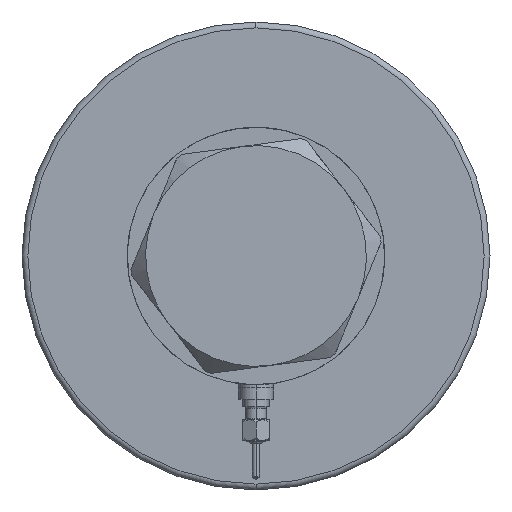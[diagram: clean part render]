
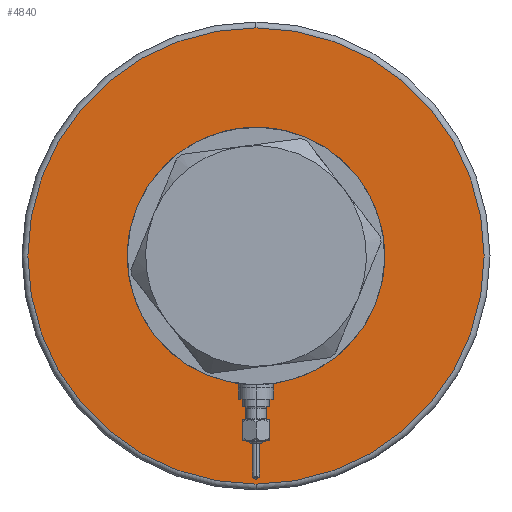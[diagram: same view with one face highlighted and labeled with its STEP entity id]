
A CAD part, left-side view. The second image highlights one B-rep face of the part: STEP entity #4840.
In plain terms, the highlighted face is planar.
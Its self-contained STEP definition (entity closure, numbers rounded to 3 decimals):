
#101 = DIRECTION ( 'NONE',  ( 0., 0., -1. ) ) ;
#117 = CIRCLE ( 'NONE', #2582, 78. ) ;
#133 = DIRECTION ( 'NONE',  ( 0., 0., -1. ) ) ;
#198 = ORIENTED_EDGE ( 'NONE', *, *, #669, .T. ) ;
#279 = ORIENTED_EDGE ( 'NONE', *, *, #2207, .T. ) ;
#291 = VERTEX_POINT ( 'NONE', #1756 ) ;
#580 = AXIS2_PLACEMENT_3D ( 'NONE', #6501, #3878, #6022 ) ;
#669 = EDGE_CURVE ( 'NONE', #4609, #291, #968, .T. ) ;
#765 = ORIENTED_EDGE ( 'NONE', *, *, #5149, .T. ) ;
#936 = CARTESIAN_POINT ( 'NONE',  ( 0., 0., 0. ) ) ;
#968 = CIRCLE ( 'NONE', #4689, 37.5 ) ;
#985 = EDGE_LOOP ( 'NONE', ( #198, #3208 ) ) ;
#1023 = AXIS2_PLACEMENT_3D ( 'NONE', #936, #101, #5765 ) ;
#1697 = FACE_BOUND ( 'NONE', #985, .T. ) ;
#1723 = CIRCLE ( 'NONE', #5533, 37.5 ) ;
#1756 = CARTESIAN_POINT ( 'NONE',  ( -37.5, 0., 0. ) ) ;
#1928 = VERTEX_POINT ( 'NONE', #4018 ) ;
#2039 = DIRECTION ( 'NONE',  ( 1., 0., 0. ) ) ;
#2094 = DIRECTION ( 'NONE',  ( 1., 0., 0. ) ) ;
#2207 = EDGE_CURVE ( 'NONE', #1928, #5477, #117, .T. ) ;
#2282 = CARTESIAN_POINT ( 'NONE',  ( 0., 0., 0. ) ) ;
#2582 = AXIS2_PLACEMENT_3D ( 'NONE', #2282, #133, #6586 ) ;
#2790 = CARTESIAN_POINT ( 'NONE',  ( 0., 0., 0. ) ) ;
#3208 = ORIENTED_EDGE ( 'NONE', *, *, #5220, .T. ) ;
#3878 = DIRECTION ( 'NONE',  ( 0., 0., 1. ) ) ;
#4018 = CARTESIAN_POINT ( 'NONE',  ( 78., 0., 0. ) ) ;
#4150 = CARTESIAN_POINT ( 'NONE',  ( 37.5, 0., 0. ) ) ;
#4609 = VERTEX_POINT ( 'NONE', #4150 ) ;
#4631 = CIRCLE ( 'NONE', #1023, 78. ) ;
#4689 = AXIS2_PLACEMENT_3D ( 'NONE', #2790, #4921, #2094 ) ;
#4722 = CARTESIAN_POINT ( 'NONE',  ( -78., 0., 0. ) ) ;
#4840 = ADVANCED_FACE ( 'NONE', ( #6122, #1697 ), #6605, .F. ) ;
#4921 = DIRECTION ( 'NONE',  ( 0., 0., 1. ) ) ;
#5149 = EDGE_CURVE ( 'NONE', #5477, #1928, #4631, .T. ) ;
#5220 = EDGE_CURVE ( 'NONE', #291, #4609, #1723, .T. ) ;
#5221 = CARTESIAN_POINT ( 'NONE',  ( 0., 0., 0. ) ) ;
#5477 = VERTEX_POINT ( 'NONE', #4722 ) ;
#5533 = AXIS2_PLACEMENT_3D ( 'NONE', #5221, #5965, #2039 ) ;
#5765 = DIRECTION ( 'NONE',  ( 1., 0., 0. ) ) ;
#5869 = EDGE_LOOP ( 'NONE', ( #279, #765 ) ) ;
#5965 = DIRECTION ( 'NONE',  ( 0., 0., 1. ) ) ;
#6022 = DIRECTION ( 'NONE',  ( 1., 0., 0. ) ) ;
#6122 = FACE_OUTER_BOUND ( 'NONE', #5869, .T. ) ;
#6501 = CARTESIAN_POINT ( 'NONE',  ( 0., 0., 0. ) ) ;
#6586 = DIRECTION ( 'NONE',  ( 1., 0., 0. ) ) ;
#6605 = PLANE ( 'NONE',  #580 ) ;
